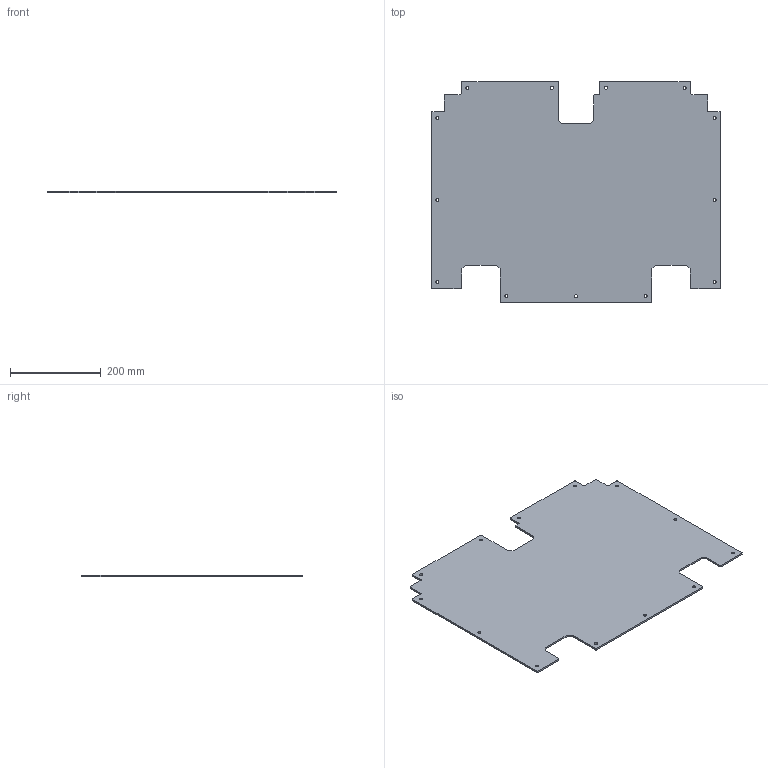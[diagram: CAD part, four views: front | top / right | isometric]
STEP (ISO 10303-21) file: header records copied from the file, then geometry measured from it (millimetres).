
FILE_DESCRIPTION(/* description */ (''),/* implementation_level */ '2;1');
FILE_NAME(/* name */ 'panel_enc2_idex_base_300.step',/* time_stamp */ '2023-07-25T11:31:02+01:00',/* author */ (''),/* organization */ (''),/* preprocessor_version */ 'ST-DEVELOPER v20',/* originating_system */ 'Autodesk Translation Framework v12.9.0.99',/* authorisation */ '');
FILE_SCHEMA (('AUTOMOTIVE_DESIGN { 1 0 10303 214 3 1 1 }'));
Length unit declared in the file: millimetre
Products named in the file (1): panel_enc2_idex_base_300
Bounding box: 638 x 486 x 4 mm (x, y, z)
Volume: 1113050.6 mm3; surface area: 567987.1 mm2
Topology: 1 solids, 1 shells, 67 faces, 195 edges, 130 vertices
Faces by surface type: plane 34, cylinder 33
Full cylindrical faces by diameter (mm): 6.6 x13
Entity records: 2327 total; most frequent: DIRECTION 397, CARTESIAN_POINT 393, ORIENTED_EDGE 390, EDGE_CURVE 195, AXIS2_PLACEMENT_3D 134, VERTEX_POINT 130, LINE 129, VECTOR 129
